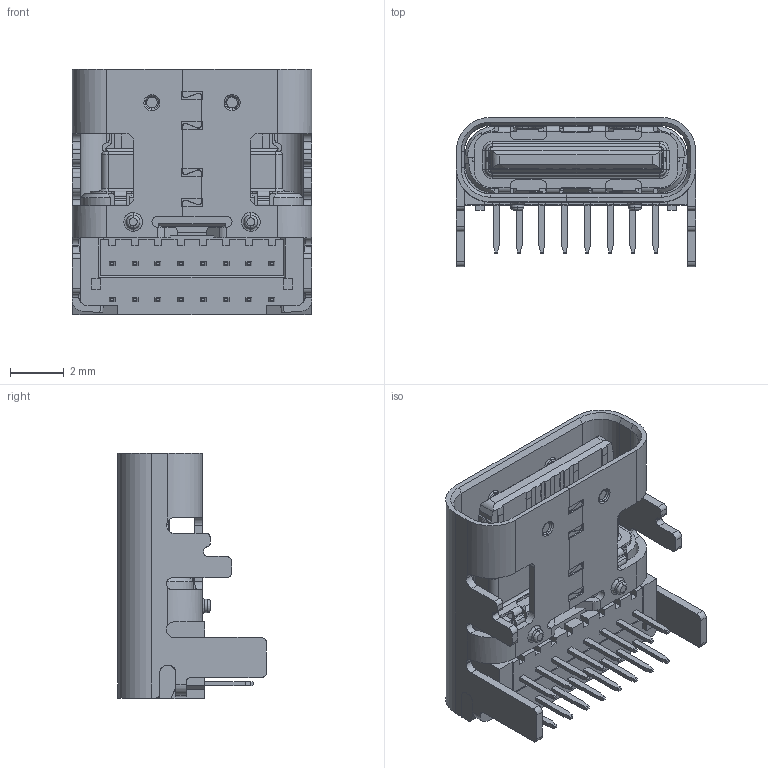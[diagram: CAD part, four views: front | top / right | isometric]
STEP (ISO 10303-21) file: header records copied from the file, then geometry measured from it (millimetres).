
FILE_DESCRIPTION(('STEP AP242'),'1');
FILE_NAME('usb4085-gf-a.stp','2023-06-05T10:49:30',('TraceParts'),('TraceParts S.A.'),'Spatial InterOp 3D',' ',' ');
FILE_SCHEMA(('AP242_MANAGED_MODEL_BASED_3D_ENGINEERING_MIM_LF {1 0 10303 442 1 1 4}'));
Length unit declared in the file: millimetre
Products named in the file (1): usb4085-gf-a_1
Bounding box: 8.94 x 5.56 x 9.17 mm (x, y, z)
Volume: 165.5 mm3; surface area: 675.3 mm2
Topology: 2 solids, 2 shells, 1419 faces, 3941 edges, 2559 vertices
Faces by surface type: plane 1066, cylinder 243, bspline 88, cone 22
Entity records: 45570 total; most frequent: CARTESIAN_POINT 18817, ORIENTED_EDGE 7882, EDGE_CURVE 3941, LINE 2638, VERTEX_POINT 2559, EDGE_LOOP 1460, AXIS2_PLACEMENT_3D 1421, ADVANCED_FACE 1419
